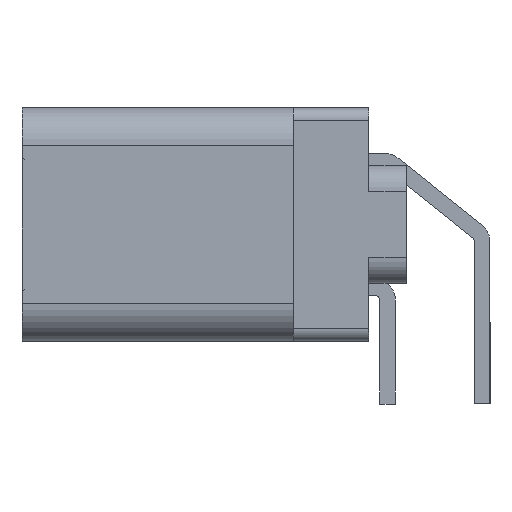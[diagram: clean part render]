
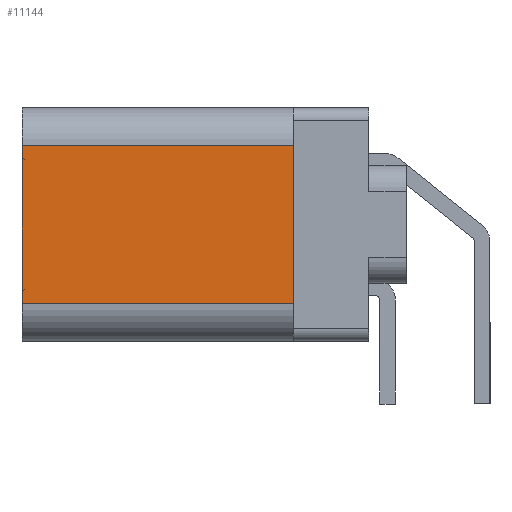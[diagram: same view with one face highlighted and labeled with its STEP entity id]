
A CAD part, left-side view. The second image highlights one B-rep face of the part: STEP entity #11144.
In plain terms, the highlighted planar face has unit normal (-1, 0, 0).
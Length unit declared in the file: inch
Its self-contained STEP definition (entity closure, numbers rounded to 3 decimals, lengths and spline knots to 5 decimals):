
#11144 = ADVANCED_FACE ( 'NONE', ( #30657 ), #31239, .F. ) ;
#13891 = EDGE_CURVE ( 'NONE', #14265, #14435, #42377, .T. ) ;
#14265 = VERTEX_POINT ( 'NONE', #44088 ) ;
#14435 = VERTEX_POINT ( 'NONE', #44221 ) ;
#16107 = ORIENTED_EDGE ( 'NONE', *, *, #16369, .T. ) ;
#16108 = ORIENTED_EDGE ( 'NONE', *, *, #16370, .F. ) ;
#16109 = ORIENTED_EDGE ( 'NONE', *, *, #16371, .T. ) ;
#16110 = ORIENTED_EDGE ( 'NONE', *, *, #13891, .F. ) ;
#16369 = EDGE_CURVE ( 'NONE', #14265, #16936, #45363, .T. ) ;
#16370 = EDGE_CURVE ( 'NONE', #16944, #16936, #45369, .T. ) ;
#16371 = EDGE_CURVE ( 'NONE', #16944, #14435, #45371, .T. ) ;
#16936 = VERTEX_POINT ( 'NONE', #47201 ) ;
#16944 = VERTEX_POINT ( 'NONE', #47209 ) ;
#20866 = EDGE_LOOP ( 'NONE', ( #16107, #16108, #16109, #16110 ) ) ;
#24930 = AXIS2_PLACEMENT_3D ( 'NONE', #31240, #31245, #31246 ) ;
#30657 = FACE_OUTER_BOUND ( 'NONE', #20866, .T. ) ;
#31239 = PLANE ( 'NONE',  #24930 ) ;
#31240 = CARTESIAN_POINT ( 'NONE',  ( -1.93, 0.275, -0.185 ) ) ;
#31245 = DIRECTION ( 'NONE',  ( 1., 0., 0. ) ) ;
#31246 = DIRECTION ( 'NONE',  ( 0., 0., -1. ) ) ;
#42377 = LINE ( 'NONE', #43560, #42379 ) ;
#42379 = VECTOR ( 'NONE', #43561, 39.37008 ) ;
#43560 = CARTESIAN_POINT ( 'NONE',  ( -1.93, 0.275, -0.185 ) ) ;
#43561 = DIRECTION ( 'NONE',  ( 0., 0., 1. ) ) ;
#44088 = CARTESIAN_POINT ( 'NONE',  ( -1.93, 0.275, -0.125 ) ) ;
#44221 = CARTESIAN_POINT ( 'NONE',  ( -1.93, 0.275, 0.125 ) ) ;
#44942 = CARTESIAN_POINT ( 'NONE',  ( -1.93, 0.275, -0.125 ) ) ;
#44948 = CARTESIAN_POINT ( 'NONE',  ( -1.93, -0.155, 0.185 ) ) ;
#44954 = CARTESIAN_POINT ( 'NONE',  ( -1.93, 0.275, 0.125 ) ) ;
#44956 = DIRECTION ( 'NONE',  ( 0., -1., 0. ) ) ;
#44958 = DIRECTION ( 'NONE',  ( 0., 0., -1. ) ) ;
#44960 = DIRECTION ( 'NONE',  ( 0., 1., 0. ) ) ;
#45363 = LINE ( 'NONE', #44942, #45372 ) ;
#45369 = LINE ( 'NONE', #44948, #45374 ) ;
#45371 = LINE ( 'NONE', #44954, #45376 ) ;
#45372 = VECTOR ( 'NONE', #44956, 39.37008 ) ;
#45374 = VECTOR ( 'NONE', #44958, 39.37008 ) ;
#45376 = VECTOR ( 'NONE', #44960, 39.37008 ) ;
#47201 = CARTESIAN_POINT ( 'NONE',  ( -1.93, -0.155, -0.125 ) ) ;
#47209 = CARTESIAN_POINT ( 'NONE',  ( -1.93, -0.155, 0.125 ) ) ;
